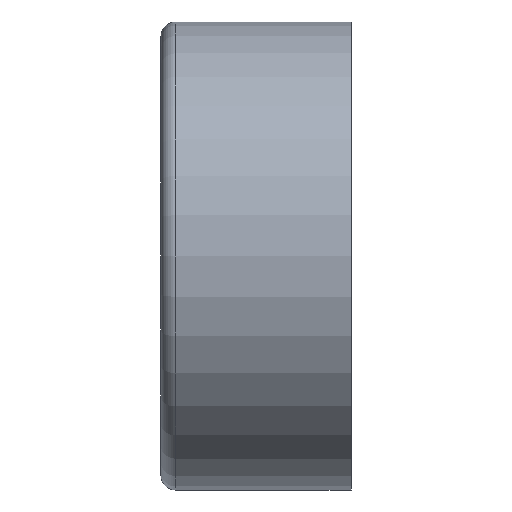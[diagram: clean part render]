
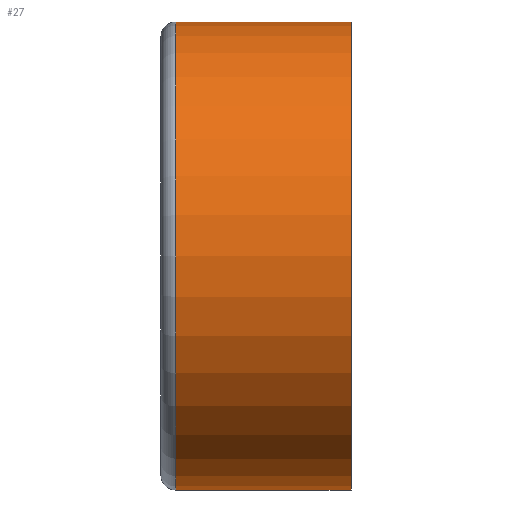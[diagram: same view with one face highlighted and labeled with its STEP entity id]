
A CAD part, left-side view. The second image highlights one B-rep face of the part: STEP entity #27.
In plain terms, the highlighted cylindrical face has radius 4 mm (diameter 8 mm), a partial arc.
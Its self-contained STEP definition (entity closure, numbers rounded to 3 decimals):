
#27 = ADVANCED_FACE ( 'NONE', ( #1575 ), #528, .T. ) ;
#39 = DIRECTION ( 'NONE',  ( 0., 1., 0. ) ) ;
#120 = AXIS2_PLACEMENT_3D ( 'NONE', #1793, #179, #1448 ) ;
#158 = EDGE_CURVE ( 'NONE', #1652, #413, #1108, .T. ) ;
#179 = DIRECTION ( 'NONE',  ( 0., -1., 0. ) ) ;
#185 = VERTEX_POINT ( 'NONE', #1068 ) ;
#273 = DIRECTION ( 'NONE',  ( 0., -1., 0. ) ) ;
#413 = VERTEX_POINT ( 'NONE', #648 ) ;
#492 = CIRCLE ( 'NONE', #612, 4. ) ;
#514 = EDGE_CURVE ( 'NONE', #413, #1531, #1079, .T. ) ;
#528 = CYLINDRICAL_SURFACE ( 'NONE', #120, 4. ) ;
#556 = ORIENTED_EDGE ( 'NONE', *, *, #514, .T. ) ;
#612 = AXIS2_PLACEMENT_3D ( 'NONE', #1719, #273, #2045 ) ;
#627 = CARTESIAN_POINT ( 'NONE',  ( 0., 3.25, 4. ) ) ;
#648 = CARTESIAN_POINT ( 'NONE',  ( 0., 0., -4. ) ) ;
#871 = ORIENTED_EDGE ( 'NONE', *, *, #1918, .T. ) ;
#890 = CARTESIAN_POINT ( 'NONE',  ( 0., 3.25, -4. ) ) ;
#1036 = VECTOR ( 'NONE', #1519, 1000. ) ;
#1068 = CARTESIAN_POINT ( 'NONE',  ( 0., 3., 4. ) ) ;
#1079 = CIRCLE ( 'NONE', #1582, 4. ) ;
#1108 = LINE ( 'NONE', #890, #1036 ) ;
#1111 = DIRECTION ( 'NONE',  ( 0., -1., 0. ) ) ;
#1139 = CARTESIAN_POINT ( 'NONE',  ( 0., 0., 4. ) ) ;
#1210 = ORIENTED_EDGE ( 'NONE', *, *, #158, .T. ) ;
#1316 = DIRECTION ( 'NONE',  ( 0., 0., 1. ) ) ;
#1448 = DIRECTION ( 'NONE',  ( 0., 0., -1. ) ) ;
#1457 = EDGE_LOOP ( 'NONE', ( #2000, #871, #1210, #556 ) ) ;
#1475 = LINE ( 'NONE', #627, #1779 ) ;
#1519 = DIRECTION ( 'NONE',  ( 0., -1., 0. ) ) ;
#1531 = VERTEX_POINT ( 'NONE', #1139 ) ;
#1575 = FACE_OUTER_BOUND ( 'NONE', #1457, .T. ) ;
#1582 = AXIS2_PLACEMENT_3D ( 'NONE', #1641, #39, #1316 ) ;
#1641 = CARTESIAN_POINT ( 'NONE',  ( 0., 0., 0. ) ) ;
#1652 = VERTEX_POINT ( 'NONE', #1806 ) ;
#1719 = CARTESIAN_POINT ( 'NONE',  ( 0., 3., 0. ) ) ;
#1779 = VECTOR ( 'NONE', #1111, 1000. ) ;
#1793 = CARTESIAN_POINT ( 'NONE',  ( 0., 3.25, 0. ) ) ;
#1806 = CARTESIAN_POINT ( 'NONE',  ( 0., 3., -4. ) ) ;
#1918 = EDGE_CURVE ( 'NONE', #185, #1652, #492, .T. ) ;
#2000 = ORIENTED_EDGE ( 'NONE', *, *, #2072, .F. ) ;
#2045 = DIRECTION ( 'NONE',  ( 0., 0., 1. ) ) ;
#2072 = EDGE_CURVE ( 'NONE', #185, #1531, #1475, .T. ) ;
